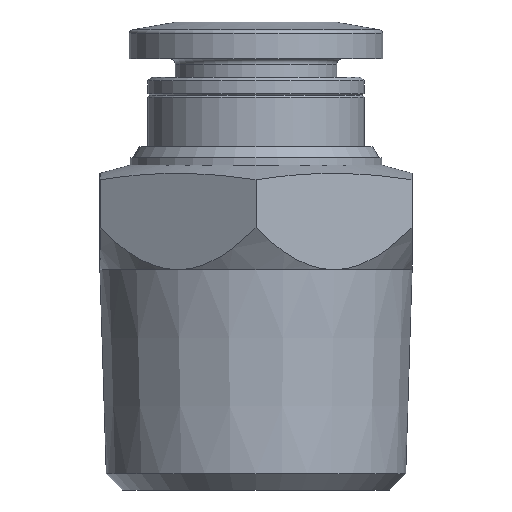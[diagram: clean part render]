
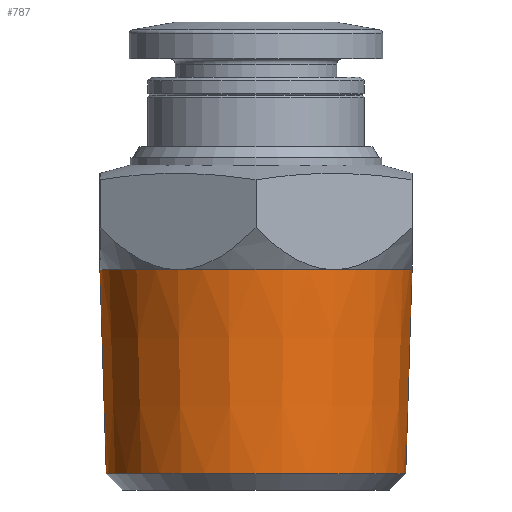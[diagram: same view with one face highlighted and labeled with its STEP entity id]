
A CAD part, front view. The second image highlights one B-rep face of the part: STEP entity #787.
In plain terms, the highlighted conical face has half-angle 1.788 degrees and reference radius 8.506 mm.
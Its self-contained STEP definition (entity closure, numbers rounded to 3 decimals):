
#73=CONICAL_SURFACE('',#856,8.506,0.031);
#171=ORIENTED_EDGE('',*,*,#239,.F.);
#172=ORIENTED_EDGE('',*,*,#238,.T.);
#238=EDGE_CURVE('',#283,#283,#316,.T.);
#239=EDGE_CURVE('',#284,#284,#317,.T.);
#283=VERTEX_POINT('',#1215);
#284=VERTEX_POINT('',#1218);
#316=CIRCLE('',#855,8.506);
#317=CIRCLE('',#857,8.159);
#374=EDGE_LOOP('',(#171));
#375=EDGE_LOOP('',(#172));
#442=FACE_BOUND('',#374,.T.);
#443=FACE_BOUND('',#375,.T.);
#787=ADVANCED_FACE('',(#442,#443),#73,.T.);
#855=AXIS2_PLACEMENT_3D('',#1214,#989,#990);
#856=AXIS2_PLACEMENT_3D('',#1216,#991,#992);
#857=AXIS2_PLACEMENT_3D('',#1217,#993,#994);
#989=DIRECTION('',(0.,0.,-1.));
#990=DIRECTION('',(-1.,0.,0.));
#991=DIRECTION('',(0.,0.,1.));
#992=DIRECTION('',(1.,0.,0.));
#993=DIRECTION('',(0.,0.,-1.));
#994=DIRECTION('',(-1.,0.,0.));
#1214=CARTESIAN_POINT('',(0.,0.,0.));
#1215=CARTESIAN_POINT('',(-8.506,0.,0.));
#1216=CARTESIAN_POINT('',(0.,0.,0.));
#1217=CARTESIAN_POINT('',(0.,0.,-11.116));
#1218=CARTESIAN_POINT('',(-8.159,0.,-11.116));
